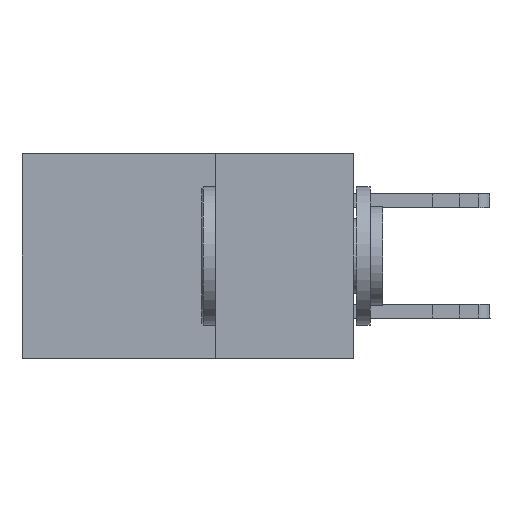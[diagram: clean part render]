
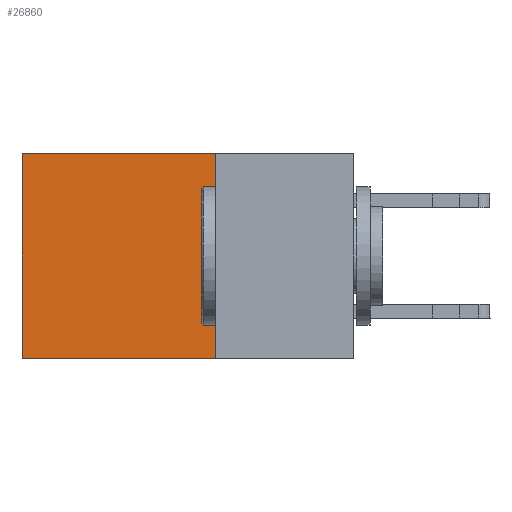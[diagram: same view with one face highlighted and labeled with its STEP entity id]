
A CAD part, left-side view. The second image highlights one B-rep face of the part: STEP entity #26860.
In plain terms, the highlighted planar face has unit normal (-1, 0, 0).
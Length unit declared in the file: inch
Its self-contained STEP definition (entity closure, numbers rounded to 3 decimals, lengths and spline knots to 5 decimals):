
#1023 = EDGE_CURVE ( 'NONE', #24796, #17499, #5742, .T. ) ;
#1753 = CARTESIAN_POINT ( 'NONE',  ( 0.2875, 0.25, 0. ) ) ;
#3494 = CARTESIAN_POINT ( 'NONE',  ( 0.2875, 0.25, 0. ) ) ;
#5002 = VERTEX_POINT ( 'NONE', #19707 ) ;
#5681 = EDGE_CURVE ( 'NONE', #17499, #5002, #29032, .T. ) ;
#5722 = CARTESIAN_POINT ( 'NONE',  ( 0.2875, 0.25, -0.37 ) ) ;
#5742 = LINE ( 'NONE', #3494, #7177 ) ;
#6055 = DIRECTION ( 'NONE',  ( 0., 0., -1. ) ) ;
#7177 = VECTOR ( 'NONE', #6055, 39.37008 ) ;
#8055 = CARTESIAN_POINT ( 'NONE',  ( 0.2875, 0.25, 0. ) ) ;
#8397 = CARTESIAN_POINT ( 'NONE',  ( 0.2875, 0.6, 0. ) ) ;
#9163 = LINE ( 'NONE', #1753, #15379 ) ;
#9315 = DIRECTION ( 'NONE',  ( 0., 0., -1. ) ) ;
#9996 = ORIENTED_EDGE ( 'NONE', *, *, #23676, .T. ) ;
#10522 = AXIS2_PLACEMENT_3D ( 'NONE', #13904, #11358, #9315 ) ;
#10556 = CARTESIAN_POINT ( 'NONE',  ( 0.2875, 0.25, -0.37 ) ) ;
#11358 = DIRECTION ( 'NONE',  ( 1., 0., 0. ) ) ;
#13904 = CARTESIAN_POINT ( 'NONE',  ( 0.2875, 0.25, 0. ) ) ;
#14137 = LINE ( 'NONE', #25145, #18896 ) ;
#14407 = VERTEX_POINT ( 'NONE', #8397 ) ;
#14681 = VECTOR ( 'NONE', #22057, 39.37008 ) ;
#14815 = EDGE_LOOP ( 'NONE', ( #9996, #28378, #21722, #25637 ) ) ;
#15379 = VECTOR ( 'NONE', #22806, 39.37008 ) ;
#17499 = VERTEX_POINT ( 'NONE', #5722 ) ;
#18896 = VECTOR ( 'NONE', #27188, 39.37008 ) ;
#19707 = CARTESIAN_POINT ( 'NONE',  ( 0.2875, 0.6, -0.37 ) ) ;
#21722 = ORIENTED_EDGE ( 'NONE', *, *, #1023, .F. ) ;
#22057 = DIRECTION ( 'NONE',  ( 0., 1., 0. ) ) ;
#22806 = DIRECTION ( 'NONE',  ( 0., 1., 0. ) ) ;
#23275 = PLANE ( 'NONE',  #10522 ) ;
#23676 = EDGE_CURVE ( 'NONE', #14407, #5002, #14137, .T. ) ;
#23886 = FACE_OUTER_BOUND ( 'NONE', #14815, .T. ) ;
#24796 = VERTEX_POINT ( 'NONE', #8055 ) ;
#25145 = CARTESIAN_POINT ( 'NONE',  ( 0.2875, 0.6, 0. ) ) ;
#25637 = ORIENTED_EDGE ( 'NONE', *, *, #28196, .T. ) ;
#26860 = ADVANCED_FACE ( 'NONE', ( #23886 ), #23275, .F. ) ;
#27188 = DIRECTION ( 'NONE',  ( 0., 0., -1. ) ) ;
#28196 = EDGE_CURVE ( 'NONE', #24796, #14407, #9163, .T. ) ;
#28378 = ORIENTED_EDGE ( 'NONE', *, *, #5681, .F. ) ;
#29032 = LINE ( 'NONE', #10556, #14681 ) ;
